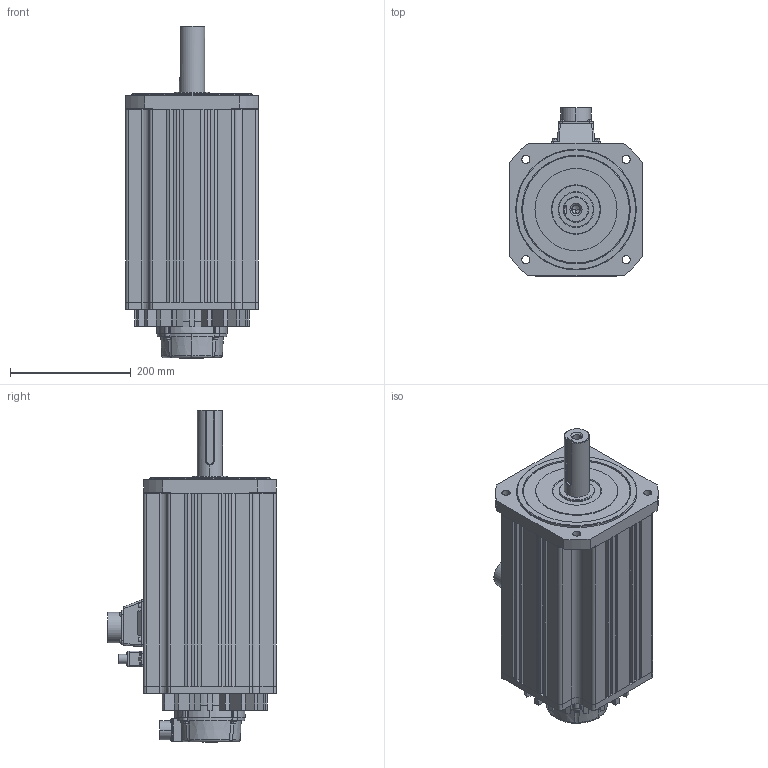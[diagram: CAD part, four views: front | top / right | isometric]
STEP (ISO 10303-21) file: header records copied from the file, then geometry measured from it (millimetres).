
FILE_DESCRIPTION (( 'STEP AP214' ), '1' );
FILE_NAME ('SV2H-4B0B fxt r1.STEP', '2023-02-22T02:17:50', ( '' ), ( '' ), 'SwSTEP 2.0', 'SolidWorks 2021', '' );
FILE_SCHEMA (( 'AUTOMOTIVE_DESIGN' ));
Length unit declared in the file: inch
Products named in the file (1): SV2H-4B0B fxt r1
Bounding box: 220 x 279.2 x 550.51 mm (x, y, z)
Volume: 16210557.4 mm3; surface area: 591151.1 mm2
Topology: 1 solids, 1 shells, 824 faces, 2086 edges, 1321 vertices
Faces by surface type: plane 403, cylinder 260, cone 114, bspline 21, torus 18, sphere 8
Entity records: 28760 total; most frequent: CARTESIAN_POINT 9540, ORIENTED_EDGE 4140, DIRECTION 3742, EDGE_CURVE 2070, AXIS2_PLACEMENT_3D 1355, VERTEX_POINT 1319, LINE 1032, VECTOR 1032
